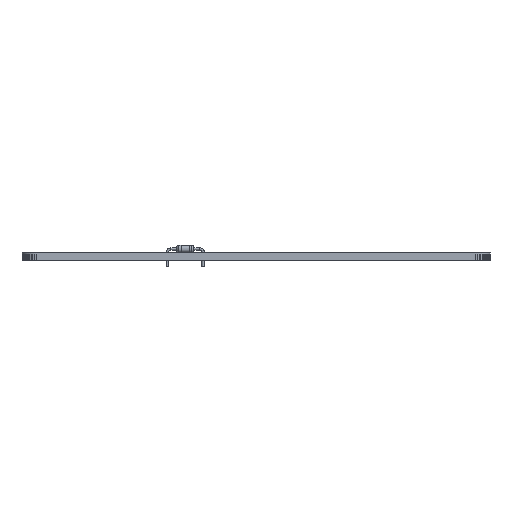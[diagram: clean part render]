
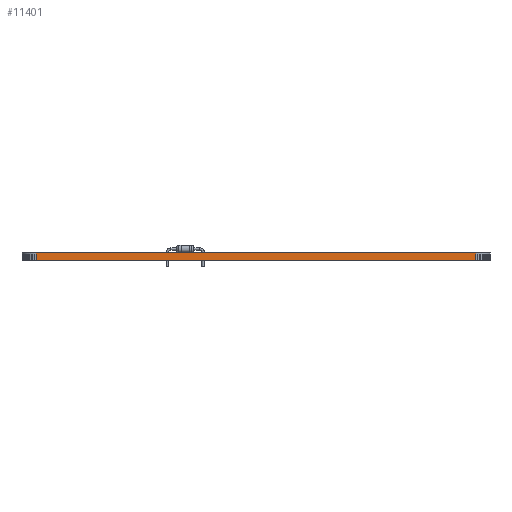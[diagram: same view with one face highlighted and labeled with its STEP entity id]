
A CAD part, left-side view. The second image highlights one B-rep face of the part: STEP entity #11401.
In plain terms, the highlighted planar face has unit normal (-1, 0, 0).
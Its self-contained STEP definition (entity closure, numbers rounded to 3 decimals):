
#969 = PLANE('',#970);
#970 = AXIS2_PLACEMENT_3D('',#971,#972,#973);
#971 = CARTESIAN_POINT('',(143.44,-98.415,1.58));
#972 = DIRECTION('',(-0.,-0.,-1.));
#973 = DIRECTION('',(-1.,0.,0.));
#1023 = PLANE('',#1024);
#1024 = AXIS2_PLACEMENT_3D('',#1025,#1026,#1027);
#1025 = CARTESIAN_POINT('',(143.44,-98.415,0.));
#1026 = DIRECTION('',(-0.,-0.,-1.));
#1027 = DIRECTION('',(-1.,0.,0.));
#2308 = VERTEX_POINT('',#2309);
#2309 = CARTESIAN_POINT('',(93.44,-145.415,0.));
#2323 = PLANE('',#2324);
#2324 = AXIS2_PLACEMENT_3D('',#2325,#2326,#2327);
#2325 = CARTESIAN_POINT('',(93.459,-145.751,0.));
#2326 = DIRECTION('',(-0.998,-0.056,0.));
#2327 = DIRECTION('',(-0.056,0.998,0.));
#2335 = EDGE_CURVE('',#2308,#2336,#2338,.T.);
#2336 = VERTEX_POINT('',#2337);
#2337 = CARTESIAN_POINT('',(93.44,-51.415,0.));
#2338 = SURFACE_CURVE('',#2339,(#2343,#2350),.PCURVE_S1.);
#2339 = LINE('',#2340,#2341);
#2340 = CARTESIAN_POINT('',(93.44,-145.415,0.));
#2341 = VECTOR('',#2342,1.);
#2342 = DIRECTION('',(0.,1.,0.));
#2343 = PCURVE('',#1023,#2344);
#2344 = DEFINITIONAL_REPRESENTATION('',(#2345),#2349);
#2345 = LINE('',#2346,#2347);
#2346 = CARTESIAN_POINT('',(50.,-47.));
#2347 = VECTOR('',#2348,1.);
#2348 = DIRECTION('',(0.,1.));
#2349 = ( GEOMETRIC_REPRESENTATION_CONTEXT(2) 
PARAMETRIC_REPRESENTATION_CONTEXT() REPRESENTATION_CONTEXT('2D SPACE',''
  ) );
#2350 = PCURVE('',#2351,#2356);
#2351 = PLANE('',#2352);
#2352 = AXIS2_PLACEMENT_3D('',#2353,#2354,#2355);
#2353 = CARTESIAN_POINT('',(93.44,-145.415,0.));
#2354 = DIRECTION('',(-1.,0.,0.));
#2355 = DIRECTION('',(0.,1.,0.));
#2356 = DEFINITIONAL_REPRESENTATION('',(#2357),#2361);
#2357 = LINE('',#2358,#2359);
#2358 = CARTESIAN_POINT('',(0.,0.));
#2359 = VECTOR('',#2360,1.);
#2360 = DIRECTION('',(1.,0.));
#2361 = ( GEOMETRIC_REPRESENTATION_CONTEXT(2) 
PARAMETRIC_REPRESENTATION_CONTEXT() REPRESENTATION_CONTEXT('2D SPACE',''
  ) );
#2379 = PLANE('',#2380);
#2380 = AXIS2_PLACEMENT_3D('',#2381,#2382,#2383);
#2381 = CARTESIAN_POINT('',(93.44,-51.415,0.));
#2382 = DIRECTION('',(-0.998,0.056,0.));
#2383 = DIRECTION('',(0.056,0.998,0.));
#7203 = VERTEX_POINT('',#7204);
#7204 = CARTESIAN_POINT('',(93.44,-145.415,1.58));
#7225 = EDGE_CURVE('',#7203,#7226,#7228,.T.);
#7226 = VERTEX_POINT('',#7227);
#7227 = CARTESIAN_POINT('',(93.44,-51.415,1.58));
#7228 = SURFACE_CURVE('',#7229,(#7233,#7240),.PCURVE_S1.);
#7229 = LINE('',#7230,#7231);
#7230 = CARTESIAN_POINT('',(93.44,-145.415,1.58));
#7231 = VECTOR('',#7232,1.);
#7232 = DIRECTION('',(0.,1.,0.));
#7233 = PCURVE('',#969,#7234);
#7234 = DEFINITIONAL_REPRESENTATION('',(#7235),#7239);
#7235 = LINE('',#7236,#7237);
#7236 = CARTESIAN_POINT('',(50.,-47.));
#7237 = VECTOR('',#7238,1.);
#7238 = DIRECTION('',(0.,1.));
#7239 = ( GEOMETRIC_REPRESENTATION_CONTEXT(2) 
PARAMETRIC_REPRESENTATION_CONTEXT() REPRESENTATION_CONTEXT('2D SPACE',''
  ) );
#7240 = PCURVE('',#2351,#7241);
#7241 = DEFINITIONAL_REPRESENTATION('',(#7242),#7246);
#7242 = LINE('',#7243,#7244);
#7243 = CARTESIAN_POINT('',(0.,-1.58));
#7244 = VECTOR('',#7245,1.);
#7245 = DIRECTION('',(1.,0.));
#7246 = ( GEOMETRIC_REPRESENTATION_CONTEXT(2) 
PARAMETRIC_REPRESENTATION_CONTEXT() REPRESENTATION_CONTEXT('2D SPACE',''
  ) );
#11351 = EDGE_CURVE('',#2336,#7226,#11352,.T.);
#11352 = SURFACE_CURVE('',#11353,(#11357,#11364),.PCURVE_S1.);
#11353 = LINE('',#11354,#11355);
#11354 = CARTESIAN_POINT('',(93.44,-51.415,0.));
#11355 = VECTOR('',#11356,1.);
#11356 = DIRECTION('',(0.,0.,1.));
#11357 = PCURVE('',#2379,#11358);
#11358 = DEFINITIONAL_REPRESENTATION('',(#11359),#11363);
#11359 = LINE('',#11360,#11361);
#11360 = CARTESIAN_POINT('',(0.,0.));
#11361 = VECTOR('',#11362,1.);
#11362 = DIRECTION('',(0.,-1.));
#11363 = ( GEOMETRIC_REPRESENTATION_CONTEXT(2) 
PARAMETRIC_REPRESENTATION_CONTEXT() REPRESENTATION_CONTEXT('2D SPACE',''
  ) );
#11364 = PCURVE('',#2351,#11365);
#11365 = DEFINITIONAL_REPRESENTATION('',(#11366),#11370);
#11366 = LINE('',#11367,#11368);
#11367 = CARTESIAN_POINT('',(94.,0.));
#11368 = VECTOR('',#11369,1.);
#11369 = DIRECTION('',(0.,-1.));
#11370 = ( GEOMETRIC_REPRESENTATION_CONTEXT(2) 
PARAMETRIC_REPRESENTATION_CONTEXT() REPRESENTATION_CONTEXT('2D SPACE',''
  ) );
#11401 = ADVANCED_FACE('',(#11402),#2351,.T.);
#11402 = FACE_BOUND('',#11403,.T.);
#11403 = EDGE_LOOP('',(#11404,#11425,#11426,#11427));
#11404 = ORIENTED_EDGE('',*,*,#11405,.T.);
#11405 = EDGE_CURVE('',#2308,#7203,#11406,.T.);
#11406 = SURFACE_CURVE('',#11407,(#11411,#11418),.PCURVE_S1.);
#11407 = LINE('',#11408,#11409);
#11408 = CARTESIAN_POINT('',(93.44,-145.415,0.));
#11409 = VECTOR('',#11410,1.);
#11410 = DIRECTION('',(0.,0.,1.));
#11411 = PCURVE('',#2351,#11412);
#11412 = DEFINITIONAL_REPRESENTATION('',(#11413),#11417);
#11413 = LINE('',#11414,#11415);
#11414 = CARTESIAN_POINT('',(0.,0.));
#11415 = VECTOR('',#11416,1.);
#11416 = DIRECTION('',(0.,-1.));
#11417 = ( GEOMETRIC_REPRESENTATION_CONTEXT(2) 
PARAMETRIC_REPRESENTATION_CONTEXT() REPRESENTATION_CONTEXT('2D SPACE',''
  ) );
#11418 = PCURVE('',#2323,#11419);
#11419 = DEFINITIONAL_REPRESENTATION('',(#11420),#11424);
#11420 = LINE('',#11421,#11422);
#11421 = CARTESIAN_POINT('',(0.336,0.));
#11422 = VECTOR('',#11423,1.);
#11423 = DIRECTION('',(0.,-1.));
#11424 = ( GEOMETRIC_REPRESENTATION_CONTEXT(2) 
PARAMETRIC_REPRESENTATION_CONTEXT() REPRESENTATION_CONTEXT('2D SPACE',''
  ) );
#11425 = ORIENTED_EDGE('',*,*,#7225,.T.);
#11426 = ORIENTED_EDGE('',*,*,#11351,.F.);
#11427 = ORIENTED_EDGE('',*,*,#2335,.F.);
